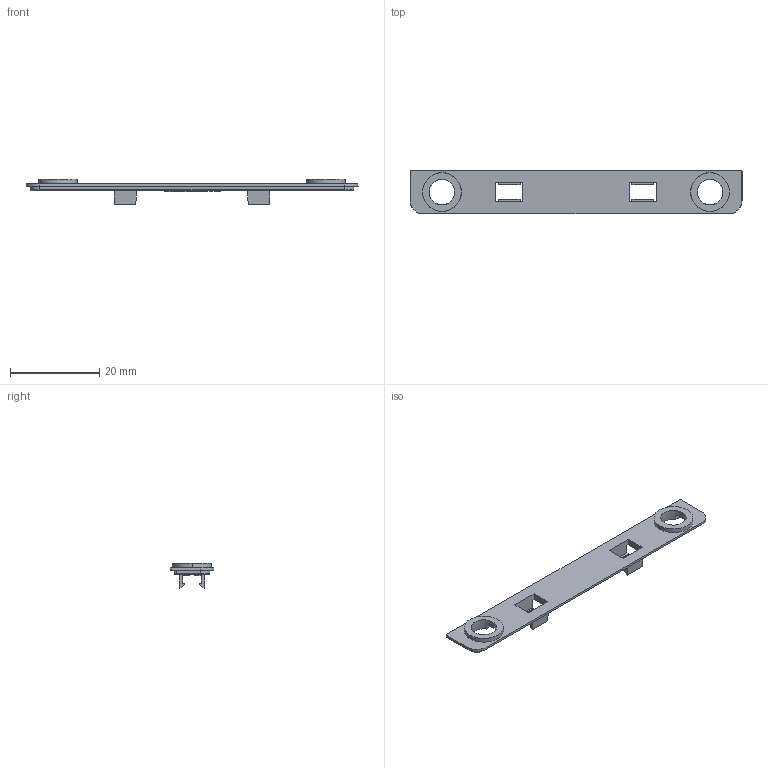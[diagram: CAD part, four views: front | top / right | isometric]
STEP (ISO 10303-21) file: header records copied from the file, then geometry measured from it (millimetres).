
FILE_DESCRIPTION(('Creo Elements/Direct Modeling STEP Export'),'2;1');
FILE_NAME('01170-74.stp','2025-01-23T11:56:00',(''),(''),'Creo Elements/Direct Modeling STEP processor for AP214 (Solid Model)','Creo Elements/Direct Modeling 20.0 12-Nov-2016 (C) Parametric Technology GmbH','');
FILE_SCHEMA(('AUTOMOTIVE_DESIGN { 1 0 10303 214 1 1 1 1 }'));
Length unit declared in the file: millimetre
Products named in the file (2): KU-12522
Assembly tree (1 placements, depth 2):
  KU-12522
    KU-12522
Bounding box: 74.27 x 9.83 x 5.6 mm (x, y, z)
Volume: 883.5 mm3; surface area: 1846.7 mm2
Topology: 1 solids, 1 shells, 491 faces, 1399 edges, 930 vertices
Faces by surface type: plane 463, cone 12, cylinder 12, bspline 4
Entity records: 16175 total; most frequent: CARTESIAN_POINT 3447, ORIENTED_EDGE 2798, DIRECTION 2335, EDGE_CURVE 1399, VECTOR 1319, LINE 1319, VERTEX_POINT 930, EDGE_LOOP 519
